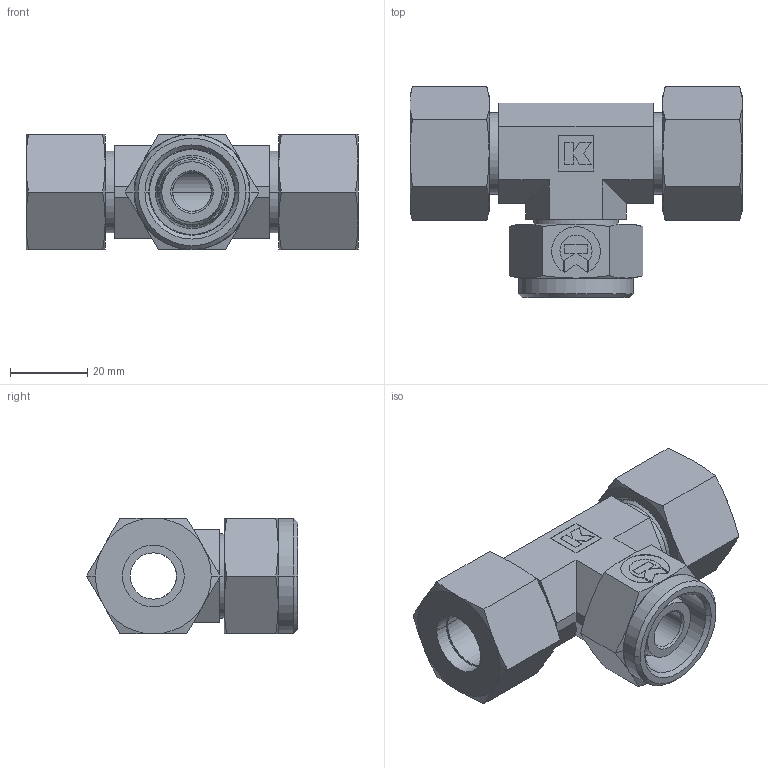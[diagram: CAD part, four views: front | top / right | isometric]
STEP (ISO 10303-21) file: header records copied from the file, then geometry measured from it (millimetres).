
FILE_DESCRIPTION( ( '' ), '1' );
FILE_NAME( '3866162416.stp', '2012-08-13T09:01:34', ( '' ), ( '' ), ' ', ' ', ' ' );
FILE_SCHEMA( ( 'CONFIG_CONTROL_DESIGN' ) );
Length unit declared in the file: millimetre
Products named in the file (5): 1; 2; 3; 4; 5
Bounding box: 86 x 54.67 x 30 mm (x, y, z)
Volume: 53466.4 mm3; surface area: 25320 mm2
Topology: 5 solids, 6 shells, 271 faces, 622 edges, 381 vertices
Faces by surface type: plane 123, cone 94, cylinder 48, torus 6
Entity records: 7787 total; most frequent: CARTESIAN_POINT 1490, DIRECTION 1303, ORIENTED_EDGE 1244, EDGE_CURVE 622, AXIS2_PLACEMENT_3D 480, VERTEX_POINT 381, LINE 343, VECTOR 343
